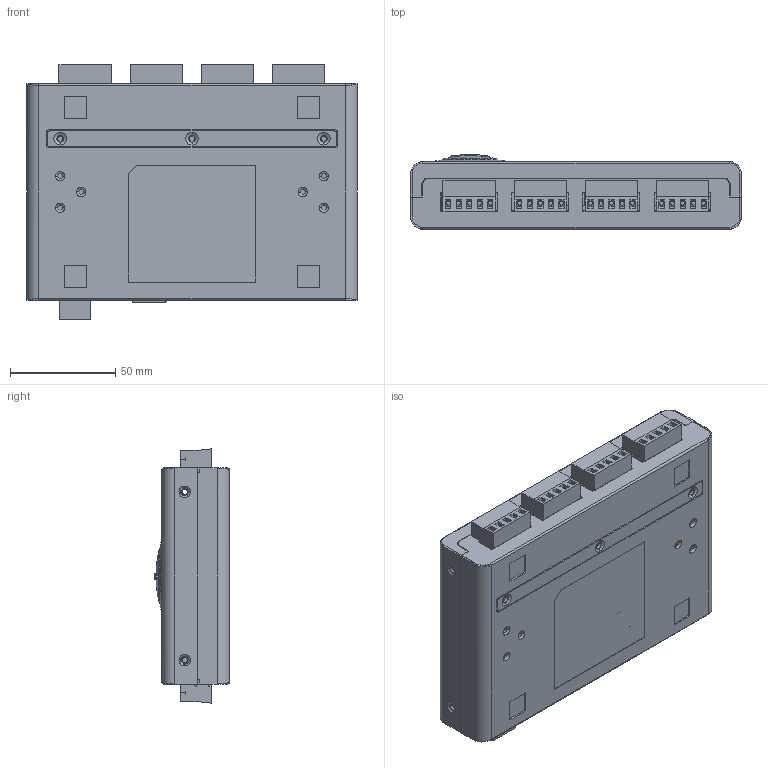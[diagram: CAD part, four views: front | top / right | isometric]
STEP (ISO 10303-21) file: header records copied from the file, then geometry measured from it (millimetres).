
FILE_DESCRIPTION((''),'2;1');
FILE_NAME('PRT0001','2014-01-24T',('Vincent_Huang'),(''),'PRO/ENGINEER BY PARAMETRIC TECHNOLOGY CORPORATION, 2004320','PRO/ENGINEER BY PARAMETRIC TECHNOLOGY CORPORATION, 2004320','');
FILE_SCHEMA(('CONFIG_CONTROL_DESIGN'));
Products named in the file (1): PRT0001
Bounding box: 157.26 x 35.5 x 120.84 mm (x, y, z)
Surface area: 184815.5 mm2 (no closed solid volume)
Topology: 0 solids, 43 shells, 2799 faces, 6948 edges, 4519 vertices
Faces by surface type: plane 1692, cylinder 880, torus 134, bspline 31, cone 26, sphere 20, extrusion 16
Entity records: 85121 total; most frequent: CARTESIAN_POINT 16621, DIRECTION 14532, ORIENTED_EDGE 13860, EDGE_CURVE 6930, AXIS2_PLACEMENT_3D 5015, VERTEX_POINT 4515, VECTOR 4502, LINE 4486
